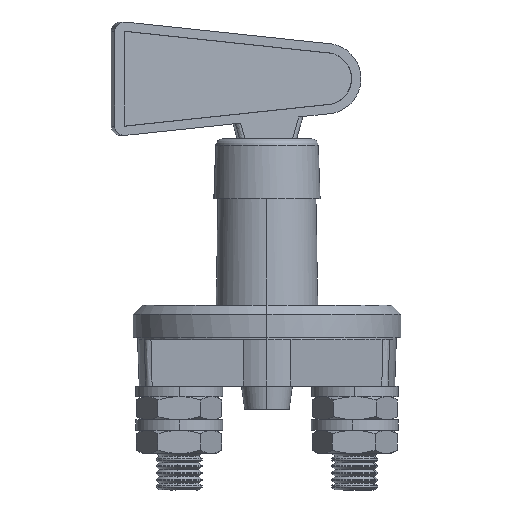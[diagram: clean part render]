
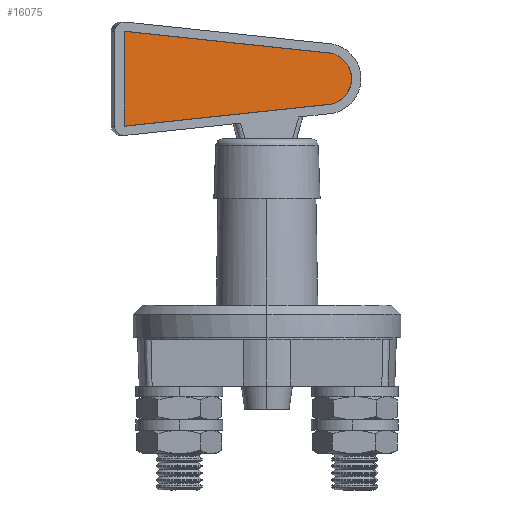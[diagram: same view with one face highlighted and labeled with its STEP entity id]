
A CAD part, left-side view. The second image highlights one B-rep face of the part: STEP entity #16075.
In plain terms, the highlighted free-form (B-spline) face has degree [1, 1] with [2, 2] control points.
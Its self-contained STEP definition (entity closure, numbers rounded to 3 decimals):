
#15984 = VERTEX_POINT('',#15985);
#15985 = CARTESIAN_POINT('',(-8.237,38.839,
    83.048));
#15990 = EDGE_CURVE('',#15991,#15984,#15993,.T.);
#15991 = VERTEX_POINT('',#15992);
#15992 = CARTESIAN_POINT('',(-0.896,-17.307,
    77.086));
#15993 = B_SPLINE_CURVE_WITH_KNOTS('',1,(#15994,#15995),.UNSPECIFIED.,
  .F.,.F.,(2,2),(0.,45.44),.PIECEWISE_BEZIER_KNOTS.);
#15994 = CARTESIAN_POINT('',(-0.896,-17.307,
    77.086));
#15995 = CARTESIAN_POINT('',(-8.237,38.839,
    83.048));
#16011 = VERTEX_POINT('',#16012);
#16012 = CARTESIAN_POINT('',(-0.896,-17.307,
    63.252));
#16017 = EDGE_CURVE('',#16011,#15991,#16018,.T.);
#16018 = ( BOUNDED_CURVE() B_SPLINE_CURVE(2,(#16019,#16020,#16021,#16022
,#16023),.UNSPECIFIED.,.F.,.F.) B_SPLINE_CURVE_WITH_KNOTS((3,2,3),(
    3.341,4.712,6.084),
.PIECEWISE_BEZIER_KNOTS.) CURVE() GEOMETRIC_REPRESENTATION_ITEM() 
RATIONAL_B_SPLINE_CURVE((1.,0.774,1.,0.774,1.)) 
REPRESENTATION_ITEM('') );
#16019 = CARTESIAN_POINT('',(-0.896,-17.307,
    63.252));
#16020 = CARTESIAN_POINT('',(-0.163,-22.918,
    64.396));
#16021 = CARTESIAN_POINT('',(-0.163,-22.918,
    70.169));
#16022 = CARTESIAN_POINT('',(-0.163,-22.918,
    75.941));
#16023 = CARTESIAN_POINT('',(-0.896,-17.307,
    77.086));
#16043 = EDGE_CURVE('',#16044,#16011,#16046,.T.);
#16044 = VERTEX_POINT('',#16045);
#16045 = CARTESIAN_POINT('',(-8.237,38.839,
    57.29));
#16046 = B_SPLINE_CURVE_WITH_KNOTS('',1,(#16047,#16048),.UNSPECIFIED.,
  .F.,.F.,(2,2),(0.,45.44),.PIECEWISE_BEZIER_KNOTS.);
#16047 = CARTESIAN_POINT('',(-8.237,38.839,
    57.29));
#16048 = CARTESIAN_POINT('',(-0.896,-17.307,
    63.252));
#16065 = EDGE_CURVE('',#15984,#16044,#16066,.T.);
#16066 = B_SPLINE_CURVE_WITH_KNOTS('',1,(#16067,#16068),.UNSPECIFIED.,
  .F.,.F.,(2,2),(0.,20.557),.PIECEWISE_BEZIER_KNOTS.);
#16067 = CARTESIAN_POINT('',(-8.237,38.839,
    83.048));
#16068 = CARTESIAN_POINT('',(-8.237,38.839,
    57.29));
#16075 = ADVANCED_FACE('',(#16076),#16082,.T.);
#16076 = FACE_BOUND('',#16077,.T.);
#16077 = EDGE_LOOP('',(#16078,#16079,#16080,#16081));
#16078 = ORIENTED_EDGE('',*,*,#15990,.T.);
#16079 = ORIENTED_EDGE('',*,*,#16065,.T.);
#16080 = ORIENTED_EDGE('',*,*,#16043,.T.);
#16081 = ORIENTED_EDGE('',*,*,#16017,.T.);
#16082 = B_SPLINE_SURFACE_WITH_KNOTS('',1,1,(
    (#16083,#16084)
    ,(#16085,#16086
    )),.UNSPECIFIED.,.F.,.F.,.F.,(2,2),(2,2),(-10.278,
    10.278),(-5.632,44.074),
  .PIECEWISE_BEZIER_KNOTS.);
#16083 = CARTESIAN_POINT('',(-0.163,-22.918,
    57.29));
#16084 = CARTESIAN_POINT('',(-8.237,38.839,
    57.29));
#16085 = CARTESIAN_POINT('',(-0.163,-22.918,
    83.048));
#16086 = CARTESIAN_POINT('',(-8.237,38.839,
    83.048));
